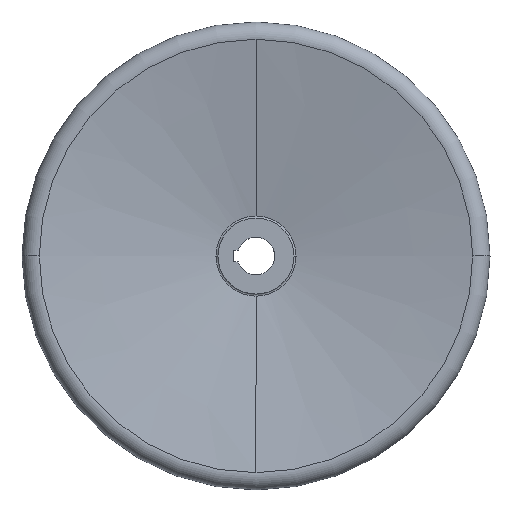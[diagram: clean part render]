
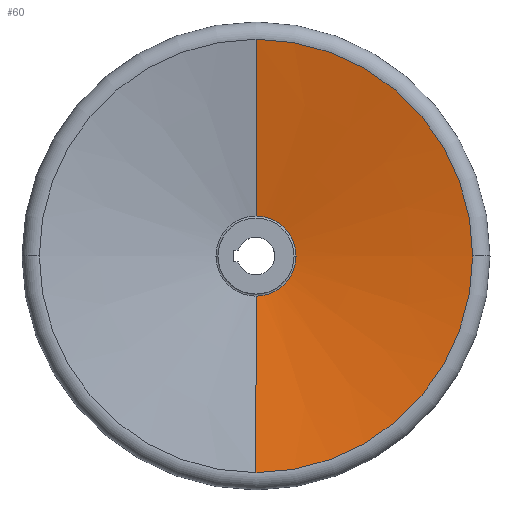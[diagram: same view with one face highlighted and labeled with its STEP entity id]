
A CAD part, top view. The second image highlights one B-rep face of the part: STEP entity #60.
In plain terms, the highlighted conical face has half-angle 79.505 degrees and reference radius 109.748 mm.
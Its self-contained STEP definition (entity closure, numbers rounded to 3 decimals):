
#60=ADVANCED_FACE('',(#137),#138,.F.);
#137=FACE_OUTER_BOUND('',#231,.T.);
#138=CONICAL_SURFACE('',#232,109.748,1.388);
#231=EDGE_LOOP('',(#343,#344,#345,#346,#347,#348));
#232=AXIS2_PLACEMENT_3D('',#349,#350,#351);
#343=ORIENTED_EDGE('',*,*,#588,.F.);
#344=ORIENTED_EDGE('',*,*,#589,.F.);
#345=ORIENTED_EDGE('',*,*,#584,.F.);
#346=ORIENTED_EDGE('',*,*,#590,.F.);
#347=ORIENTED_EDGE('',*,*,#591,.T.);
#348=ORIENTED_EDGE('',*,*,#592,.T.);
#349=CARTESIAN_POINT('',(0.,0.0,48.81));
#350=DIRECTION('',(0.,-0.0,1.0));
#351=DIRECTION('',(0.0,1.0,0.0));
#584=EDGE_CURVE('',#696,#698,#699,.T.);
#588=EDGE_CURVE('',#704,#705,#706,.T.);
#589=EDGE_CURVE('',#698,#704,#707,.T.);
#590=EDGE_CURVE('',#708,#696,#709,.T.);
#591=EDGE_CURVE('',#708,#710,#711,.T.);
#592=EDGE_CURVE('',#710,#705,#712,.T.);
#696=VERTEX_POINT('',#849);
#698=VERTEX_POINT('',#851);
#699=CIRCLE('',#852,34.273);
#704=VERTEX_POINT('',#857);
#705=VERTEX_POINT('',#858);
#706=LINE('',#859,#860);
#707=CIRCLE('',#861,34.273);
#708=VERTEX_POINT('',#862);
#709=LINE('',#863,#864);
#710=VERTEX_POINT('',#865);
#711=CIRCLE('',#866,185.223);
#712=CIRCLE('',#867,185.223);
#849=CARTESIAN_POINT('',(0.,-34.273,34.828));
#851=CARTESIAN_POINT('',(34.273,0.,34.828));
#852=AXIS2_PLACEMENT_3D('',#1029,#1030,#1031);
#857=CARTESIAN_POINT('',(0.,34.273,34.828));
#858=CARTESIAN_POINT('',(0.,185.223,62.791));
#859=CARTESIAN_POINT('',(0.,109.748,48.81));
#860=VECTOR('',#1038,1.0);
#861=AXIS2_PLACEMENT_3D('',#1039,#1040,#1041);
#862=CARTESIAN_POINT('',(0.,-185.223,62.791));
#863=CARTESIAN_POINT('',(0.,-109.748,48.81));
#864=VECTOR('',#1042,1.0);
#865=CARTESIAN_POINT('',(185.223,0.,62.791));
#866=AXIS2_PLACEMENT_3D('',#1043,#1044,#1045);
#867=AXIS2_PLACEMENT_3D('',#1046,#1047,#1048);
#1029=CARTESIAN_POINT('',(0.,0.0,34.828));
#1030=DIRECTION('',(0.,-0.0,1.0));
#1031=DIRECTION('',(0.0,1.0,0.0));
#1038=DIRECTION('',(0.,0.983,0.182));
#1039=CARTESIAN_POINT('',(0.,0.0,34.828));
#1040=DIRECTION('',(0.,-0.0,1.0));
#1041=DIRECTION('',(0.0,1.0,0.0));
#1042=DIRECTION('',(0.,0.983,-0.182));
#1043=CARTESIAN_POINT('',(0.,0.0,62.791));
#1044=DIRECTION('',(0.,-0.0,1.0));
#1045=DIRECTION('',(0.0,1.0,0.0));
#1046=CARTESIAN_POINT('',(0.,0.0,62.791));
#1047=DIRECTION('',(0.,-0.0,1.0));
#1048=DIRECTION('',(0.0,1.0,0.0));
